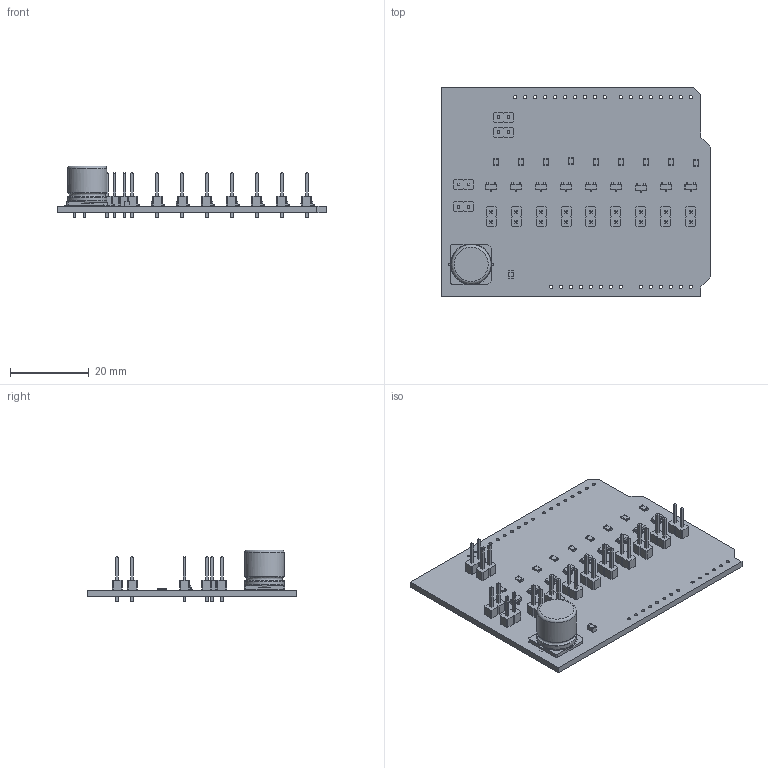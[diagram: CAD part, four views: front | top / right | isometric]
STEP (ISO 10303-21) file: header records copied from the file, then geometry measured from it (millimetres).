
FILE_DESCRIPTION(('KiCad electronic assembly'),'2;1');
FILE_NAME('o2-controller.step','2020-06-02T01:59:07',('An Author'),( 'A Company'),'Open CASCADE STEP processor 6.9', 'KiCad to STEP converter','Unknown');
FILE_SCHEMA(('AUTOMOTIVE_DESIGN { 1 0 10303 214 1 1 1 1 }'));
Length unit declared in the file: millimetre
Products named in the file (12): Open CASCADE STEP translator 6.9 1; R_0805_2012Metric; SOLID; SOT-23; PinHeader_1x02_P2.54mm_Vertical; C_Elec_10x10.2; COMPOUND; C_0805_2012Metric
Assembly tree (39 placements, depth 3):
  Open CASCADE STEP translator 6.9 1
    R_0805_2012Metric  x9
      SOLID
    SOT-23  x9
      SOLID
    PinHeader_1x02_P2.54mm_Vertical  x13
      SOLID
    C_Elec_10x10.2
      COMPOUND
    C_0805_2012Metric
      SOLID
    COMPOUND
Bounding box: 68.58 x 53.34 x 13.2 mm (x, y, z)
Volume: 7075.9 mm3; surface area: 10052.4 mm2
Topology: 35 solids, 35 shells, 1732 faces, 4189 edges, 2582 vertices
Faces by surface type: plane 1223, cylinder 261, bspline 245, torus 2, revolution 1
Full cylindrical faces by diameter (mm): 0.02 x1, 0.8 x32, 1 x26, 10 x2
Entity records: 21173 total; most frequent: CARTESIAN_POINT 4352, DIRECTION 2789, LINE 1727, VECTOR 1727, ORIENTED_EDGE 1482, PCURVE 1482, DEFINITIONAL_REPRESENTATION 1482, EDGE_CURVE 741
